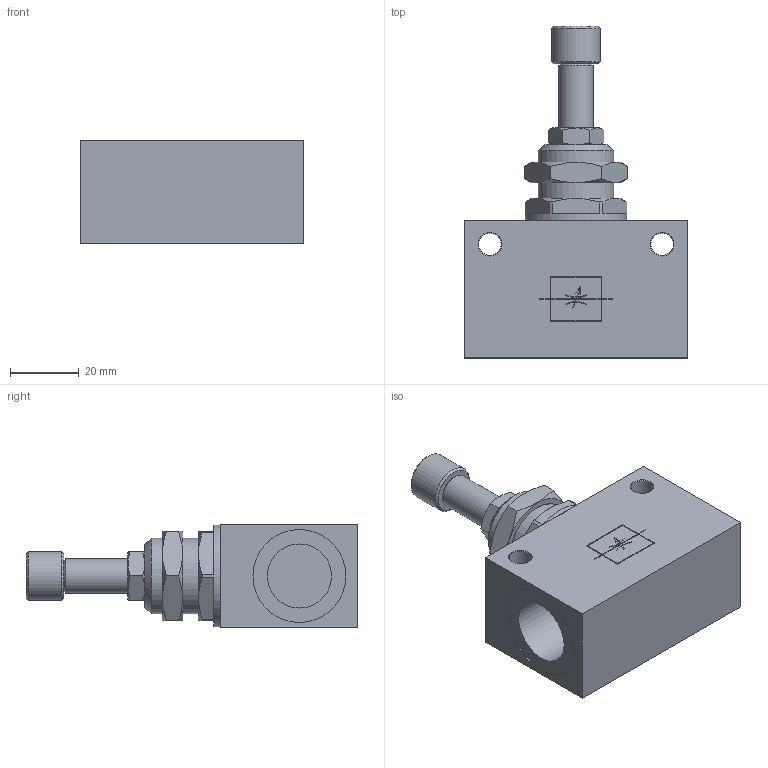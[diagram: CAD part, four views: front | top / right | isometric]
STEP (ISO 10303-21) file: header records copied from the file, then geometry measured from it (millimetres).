
FILE_DESCRIPTION( ( 'STEP AP214' ), '1' );
FILE_NAME( 'psolqas_6080_30.stp', '2020-12-10T08:55:10', ( 'License CC BY-ND 4.0' ), ( 'CADENAS' ), ' ', 'PARTsolutions', ' ' );
FILE_SCHEMA( ( 'AUTOMOTIVE_DESIGN { 1 0 10303 214 1 1 1 1 }' ) );
Length unit declared in the file: metre
Products named in the file (1): NONE
Bounding box: 65 x 96.39 x 30 mm (x, y, z)
Volume: 81723.3 mm3; surface area: 18704.3 mm2
Topology: 1 solids, 3 shells, 141 faces, 360 edges, 241 vertices
Faces by surface type: plane 94, cylinder 28, cone 19
Full cylindrical faces by diameter (mm): 6.5 x2, 10 x1, 14 x1, 18.631 x2, 22 x2, 27 x1, 27.053 x1, 29.5 x1, 29.9 x1
Entity records: 5778 total; most frequent: CARTESIAN_POINT 1394, ORIENTED_EDGE 648, DIRECTION 635, EDGE_CURVE 324, VERTEX_POINT 232, AXIS2_PLACEMENT_3D 224, EDGE_LOOP 188, LINE 187
